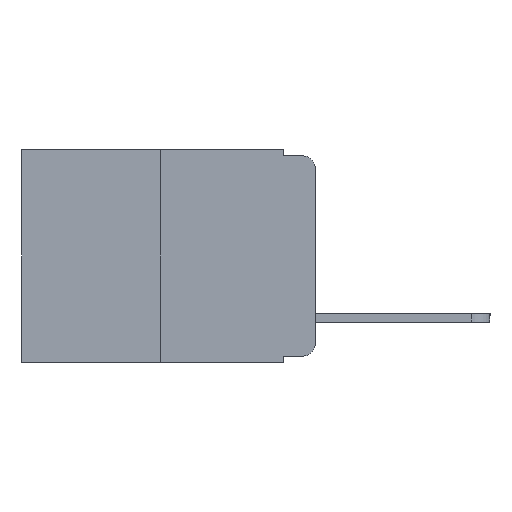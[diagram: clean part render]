
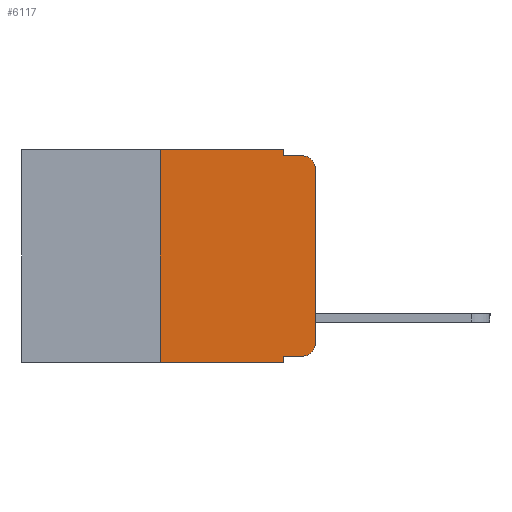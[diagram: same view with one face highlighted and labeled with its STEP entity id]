
A CAD part, left-side view. The second image highlights one B-rep face of the part: STEP entity #6117.
In plain terms, the highlighted planar face has unit normal (-1, 0, 0).
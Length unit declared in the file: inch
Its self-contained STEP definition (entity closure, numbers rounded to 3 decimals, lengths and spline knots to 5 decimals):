
#72 = LINE ( 'NONE', #1633, #8742 ) ;
#79 = CIRCLE ( 'NONE', #10433, 0.02 ) ;
#306 = VERTEX_POINT ( 'NONE', #8052 ) ;
#425 = VECTOR ( 'NONE', #1378, 39.37008 ) ;
#628 = ORIENTED_EDGE ( 'NONE', *, *, #7601, .T. ) ;
#771 = CARTESIAN_POINT ( 'NONE',  ( 0., 0., -0.03 ) ) ;
#782 = FACE_OUTER_BOUND ( 'NONE', #14601, .T. ) ;
#843 = CARTESIAN_POINT ( 'NONE',  ( 0., 0.25, 0. ) ) ;
#1304 = DIRECTION ( 'NONE',  ( 0., 0., -1. ) ) ;
#1349 = CARTESIAN_POINT ( 'NONE',  ( 0., 0.02, -0.333 ) ) ;
#1378 = DIRECTION ( 'NONE',  ( 0., -1., 0. ) ) ;
#1633 = CARTESIAN_POINT ( 'NONE',  ( 0., 0.473, 0. ) ) ;
#2229 = ORIENTED_EDGE ( 'NONE', *, *, #7661, .F. ) ;
#2932 = CARTESIAN_POINT ( 'NONE',  ( 0., 0., 0. ) ) ;
#3072 = VECTOR ( 'NONE', #8040, 39.37008 ) ;
#3304 = CARTESIAN_POINT ( 'NONE',  ( 0., 0.051, -0.343 ) ) ;
#3311 = DIRECTION ( 'NONE',  ( 0., 0., 1. ) ) ;
#3618 = LINE ( 'NONE', #15799, #17513 ) ;
#4627 = LINE ( 'NONE', #2932, #15262 ) ;
#4679 = CARTESIAN_POINT ( 'NONE',  ( 0., 0.473, -0.343 ) ) ;
#4807 = DIRECTION ( 'NONE',  ( 0., -1., 0. ) ) ;
#5361 = CARTESIAN_POINT ( 'NONE',  ( 0., 0.473, 0. ) ) ;
#5619 = ORIENTED_EDGE ( 'NONE', *, *, #7629, .F. ) ;
#6117 = ADVANCED_FACE ( 'NONE', ( #782 ), #6906, .F. ) ;
#6119 = VERTEX_POINT ( 'NONE', #8469 ) ;
#6447 = CARTESIAN_POINT ( 'NONE',  ( 0., 0.051, 0. ) ) ;
#6454 = VERTEX_POINT ( 'NONE', #13348 ) ;
#6563 = ORIENTED_EDGE ( 'NONE', *, *, #6732, .T. ) ;
#6732 = EDGE_CURVE ( 'NONE', #306, #15600, #12485, .T. ) ;
#6822 = LINE ( 'NONE', #14628, #3072 ) ;
#6906 = PLANE ( 'NONE',  #16520 ) ;
#7601 = EDGE_CURVE ( 'NONE', #10781, #15917, #12245, .T. ) ;
#7603 = EDGE_CURVE ( 'NONE', #6454, #10781, #4627, .T. ) ;
#7625 = EDGE_CURVE ( 'NONE', #11556, #6454, #79, .T. ) ;
#7629 = EDGE_CURVE ( 'NONE', #13802, #6119, #8276, .T. ) ;
#7634 = EDGE_CURVE ( 'NONE', #6119, #15917, #3618, .T. ) ;
#7655 = EDGE_CURVE ( 'NONE', #12820, #11556, #6822, .T. ) ;
#7659 = EDGE_CURVE ( 'NONE', #12820, #15600, #10667, .T. ) ;
#7661 = EDGE_CURVE ( 'NONE', #306, #10810, #14093, .T. ) ;
#8040 = DIRECTION ( 'NONE',  ( 0., -1., 0. ) ) ;
#8052 = CARTESIAN_POINT ( 'NONE',  ( 0., 0.25, -0.343 ) ) ;
#8276 = LINE ( 'NONE', #17117, #14487 ) ;
#8469 = CARTESIAN_POINT ( 'NONE',  ( 0., 0.051, -0.01 ) ) ;
#8578 = AXIS2_PLACEMENT_3D ( 'NONE', #18310, #10585, #1304 ) ;
#8742 = VECTOR ( 'NONE', #12123, 39.37008 ) ;
#9153 = ORIENTED_EDGE ( 'NONE', *, *, #7634, .F. ) ;
#9334 = CARTESIAN_POINT ( 'NONE',  ( 0., 0.02, -0.313 ) ) ;
#9597 = ORIENTED_EDGE ( 'NONE', *, *, #11893, .F. ) ;
#9878 = DIRECTION ( 'NONE',  ( 0., 0., -1. ) ) ;
#10250 = VECTOR ( 'NONE', #17230, 39.37008 ) ;
#10286 = CARTESIAN_POINT ( 'NONE',  ( 0., 0.02, -0.01 ) ) ;
#10433 = AXIS2_PLACEMENT_3D ( 'NONE', #9334, #18418, #10712 ) ;
#10585 = DIRECTION ( 'NONE',  ( -1., 0., 0. ) ) ;
#10667 = LINE ( 'NONE', #6447, #10250 ) ;
#10712 = DIRECTION ( 'NONE',  ( 0., 0., -1. ) ) ;
#10781 = VERTEX_POINT ( 'NONE', #771 ) ;
#10810 = VERTEX_POINT ( 'NONE', #843 ) ;
#10812 = CARTESIAN_POINT ( 'NONE',  ( 0., 0.25, 0. ) ) ;
#11556 = VERTEX_POINT ( 'NONE', #1349 ) ;
#11657 = ORIENTED_EDGE ( 'NONE', *, *, #7625, .T. ) ;
#11806 = DIRECTION ( 'NONE',  ( 0., 0., 1. ) ) ;
#11893 = EDGE_CURVE ( 'NONE', #10810, #13802, #72, .T. ) ;
#12123 = DIRECTION ( 'NONE',  ( 0., -1., 0. ) ) ;
#12228 = ORIENTED_EDGE ( 'NONE', *, *, #7603, .T. ) ;
#12245 = CIRCLE ( 'NONE', #8578, 0.02 ) ;
#12485 = LINE ( 'NONE', #4679, #425 ) ;
#12820 = VERTEX_POINT ( 'NONE', #17363 ) ;
#13210 = DIRECTION ( 'NONE',  ( 0., 0., -1. ) ) ;
#13348 = CARTESIAN_POINT ( 'NONE',  ( 0., 0., -0.313 ) ) ;
#13802 = VERTEX_POINT ( 'NONE', #17475 ) ;
#13871 = ORIENTED_EDGE ( 'NONE', *, *, #7659, .F. ) ;
#14093 = LINE ( 'NONE', #10812, #16683 ) ;
#14294 = ORIENTED_EDGE ( 'NONE', *, *, #7655, .T. ) ;
#14487 = VECTOR ( 'NONE', #13210, 39.37008 ) ;
#14601 = EDGE_LOOP ( 'NONE', ( #12228, #628, #9153, #5619, #9597, #2229, #6563, #13871, #14294, #11657 ) ) ;
#14628 = CARTESIAN_POINT ( 'NONE',  ( 0., 0.051, -0.333 ) ) ;
#15262 = VECTOR ( 'NONE', #11806, 39.37008 ) ;
#15600 = VERTEX_POINT ( 'NONE', #3304 ) ;
#15799 = CARTESIAN_POINT ( 'NONE',  ( 0., 0.051, -0.01 ) ) ;
#15917 = VERTEX_POINT ( 'NONE', #10286 ) ;
#16520 = AXIS2_PLACEMENT_3D ( 'NONE', #5361, #17618, #9878 ) ;
#16683 = VECTOR ( 'NONE', #3311, 39.37008 ) ;
#17117 = CARTESIAN_POINT ( 'NONE',  ( 0., 0.051, 0. ) ) ;
#17230 = DIRECTION ( 'NONE',  ( 0., 0., -1. ) ) ;
#17363 = CARTESIAN_POINT ( 'NONE',  ( 0., 0.051, -0.333 ) ) ;
#17475 = CARTESIAN_POINT ( 'NONE',  ( 0., 0.051, 0. ) ) ;
#17513 = VECTOR ( 'NONE', #4807, 39.37008 ) ;
#17618 = DIRECTION ( 'NONE',  ( 1., 0., 0. ) ) ;
#18310 = CARTESIAN_POINT ( 'NONE',  ( 0., 0.02, -0.03 ) ) ;
#18418 = DIRECTION ( 'NONE',  ( -1., 0., 0. ) ) ;
